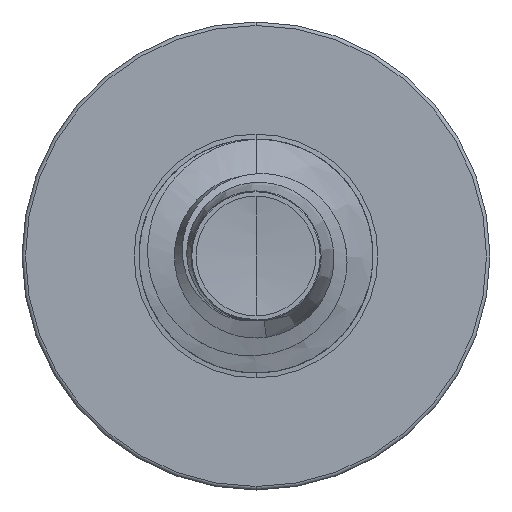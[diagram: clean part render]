
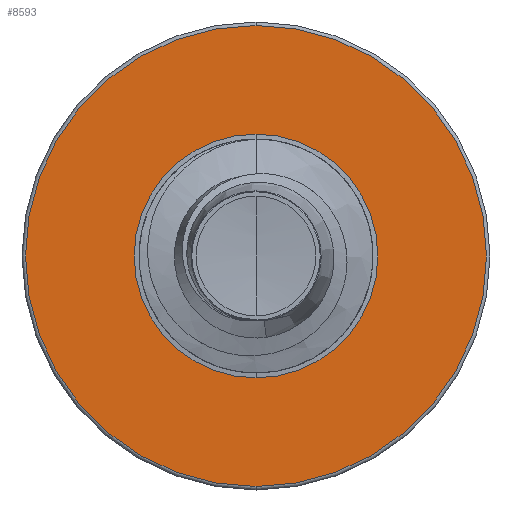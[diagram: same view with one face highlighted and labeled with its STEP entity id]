
A CAD part, front view. The second image highlights one B-rep face of the part: STEP entity #8593.
In plain terms, the highlighted planar face has unit normal (0, -1, 0).
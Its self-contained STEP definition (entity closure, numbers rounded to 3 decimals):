
#261 = DIRECTION ( 'NONE',  ( 0., 1., 0. ) ) ;
#645 = EDGE_CURVE ( 'NONE', #3482, #10429, #8887, .T. ) ;
#856 = DIRECTION ( 'NONE',  ( 0., 1., 0. ) ) ;
#1467 = CARTESIAN_POINT ( 'NONE',  ( 0., 9., 0. ) ) ;
#2290 = CARTESIAN_POINT ( 'NONE',  ( 0., 9., -2.955 ) ) ;
#2516 = CARTESIAN_POINT ( 'NONE',  ( 0., 9., -1.562 ) ) ;
#2521 = ORIENTED_EDGE ( 'NONE', *, *, #6704, .F. ) ;
#3374 = EDGE_CURVE ( 'NONE', #11485, #5777, #15404, .T. ) ;
#3482 = VERTEX_POINT ( 'NONE', #2516 ) ;
#3790 = DIRECTION ( 'NONE',  ( 0., 0., 1. ) ) ;
#3921 = DIRECTION ( 'NONE',  ( 0., 1., 0. ) ) ;
#4163 = CIRCLE ( 'NONE', #9656, 2.955 ) ;
#4450 = CARTESIAN_POINT ( 'NONE',  ( 0., 9., 2.955 ) ) ;
#5279 = CARTESIAN_POINT ( 'NONE',  ( 0., 9., 1.562 ) ) ;
#5777 = VERTEX_POINT ( 'NONE', #4450 ) ;
#6007 = DIRECTION ( 'NONE',  ( 0., 1., 0. ) ) ;
#6014 = AXIS2_PLACEMENT_3D ( 'NONE', #1467, #261, #3790 ) ;
#6704 = EDGE_CURVE ( 'NONE', #5777, #11485, #4163, .T. ) ;
#6785 = CARTESIAN_POINT ( 'NONE',  ( 0., 9., 0. ) ) ;
#6877 = ORIENTED_EDGE ( 'NONE', *, *, #645, .T. ) ;
#7991 = DIRECTION ( 'NONE',  ( 0., 0., 1. ) ) ;
#8593 = ADVANCED_FACE ( 'NONE', ( #10732, #13517 ), #10504, .F. ) ;
#8844 = CIRCLE ( 'NONE', #14834, 1.562 ) ;
#8887 = CIRCLE ( 'NONE', #6014, 1.562 ) ;
#9357 = DIRECTION ( 'NONE',  ( 0., 0., 1. ) ) ;
#9656 = AXIS2_PLACEMENT_3D ( 'NONE', #11100, #3921, #12289 ) ;
#9693 = ORIENTED_EDGE ( 'NONE', *, *, #13881, .T. ) ;
#10429 = VERTEX_POINT ( 'NONE', #5279 ) ;
#10504 = PLANE ( 'NONE',  #14920 ) ;
#10732 = FACE_OUTER_BOUND ( 'NONE', #12657, .T. ) ;
#11100 = CARTESIAN_POINT ( 'NONE',  ( 0., 9., 0. ) ) ;
#11485 = VERTEX_POINT ( 'NONE', #2290 ) ;
#11686 = CARTESIAN_POINT ( 'NONE',  ( 0., 9., -1.562 ) ) ;
#12289 = DIRECTION ( 'NONE',  ( 0., 0., 1. ) ) ;
#12657 = EDGE_LOOP ( 'NONE', ( #2521, #15263 ) ) ;
#13157 = CARTESIAN_POINT ( 'NONE',  ( 0., 9., 0. ) ) ;
#13517 = FACE_BOUND ( 'NONE', #15091, .T. ) ;
#13881 = EDGE_CURVE ( 'NONE', #10429, #3482, #8844, .T. ) ;
#14356 = DIRECTION ( 'NONE',  ( 0., 0., 1. ) ) ;
#14527 = AXIS2_PLACEMENT_3D ( 'NONE', #13157, #6007, #14356 ) ;
#14834 = AXIS2_PLACEMENT_3D ( 'NONE', #6785, #15121, #7991 ) ;
#14920 = AXIS2_PLACEMENT_3D ( 'NONE', #11686, #856, #9357 ) ;
#15091 = EDGE_LOOP ( 'NONE', ( #9693, #6877 ) ) ;
#15121 = DIRECTION ( 'NONE',  ( 0., 1., 0. ) ) ;
#15263 = ORIENTED_EDGE ( 'NONE', *, *, #3374, .F. ) ;
#15404 = CIRCLE ( 'NONE', #14527, 2.955 ) ;
